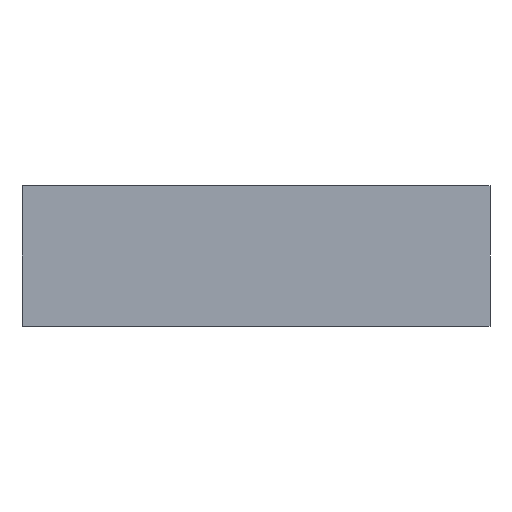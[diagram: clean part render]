
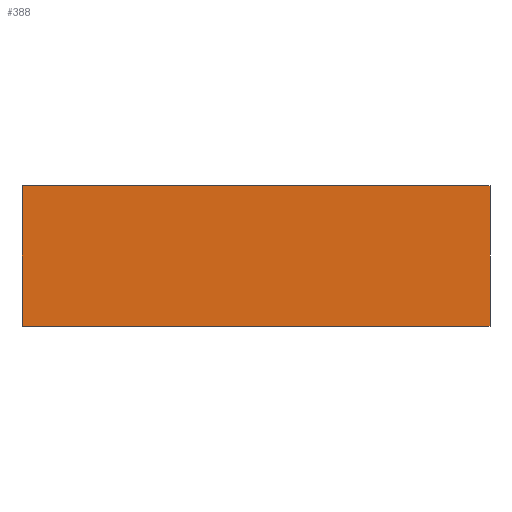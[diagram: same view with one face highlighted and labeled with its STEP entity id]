
A CAD part, left-side view. The second image highlights one B-rep face of the part: STEP entity #388.
In plain terms, the highlighted planar face has unit normal (-1, 0, 0).
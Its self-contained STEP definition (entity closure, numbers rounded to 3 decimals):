
#388 = ADVANCED_FACE( '', ( #837 ), #838, .T. );
#837 = FACE_OUTER_BOUND( '', #1391, .T. );
#838 = PLANE( '', #1392 );
#1391 = EDGE_LOOP( '', ( #2864, #2865, #2866, #2867 ) );
#1392 = AXIS2_PLACEMENT_3D( '', #2868, #2869, #2870 );
#2864 = ORIENTED_EDGE( '', *, *, #3884, .F. );
#2865 = ORIENTED_EDGE( '', *, *, #3879, .F. );
#2866 = ORIENTED_EDGE( '', *, *, #3885, .T. );
#2867 = ORIENTED_EDGE( '', *, *, #3856, .T. );
#2868 = CARTESIAN_POINT( '', ( -168.5, 100., -30. ) );
#2869 = DIRECTION( '', ( -1., 0., 0. ) );
#2870 = DIRECTION( '', ( 0., -1., 0. ) );
#3856 = EDGE_CURVE( '', #4578, #4576, #4579, .T. );
#3879 = EDGE_CURVE( '', #4609, #4607, #4611, .T. );
#3884 = EDGE_CURVE( '', #4607, #4576, #4616, .T. );
#3885 = EDGE_CURVE( '', #4609, #4578, #4617, .T. );
#4576 = VERTEX_POINT( '', #6510 );
#4578 = VERTEX_POINT( '', #6513 );
#4579 = LINE( '', #6514, #6515 );
#4607 = VERTEX_POINT( '', #6568 );
#4609 = VERTEX_POINT( '', #6571 );
#4611 = LINE( '', #6574, #6575 );
#4616 = LINE( '', #6610, #6611 );
#4617 = LINE( '', #6612, #6613 );
#6510 = CARTESIAN_POINT( '', ( -168.5, 0., 0. ) );
#6513 = CARTESIAN_POINT( '', ( -168.5, 0., -30. ) );
#6514 = CARTESIAN_POINT( '', ( -168.5, 0., -30. ) );
#6515 = VECTOR( '', #7206, 1000. );
#6568 = CARTESIAN_POINT( '', ( -168.5, 100., 0. ) );
#6571 = CARTESIAN_POINT( '', ( -168.5, 100., -30. ) );
#6574 = CARTESIAN_POINT( '', ( -168.5, 100., -30. ) );
#6575 = VECTOR( '', #7221, 1000. );
#6610 = CARTESIAN_POINT( '', ( -168.5, 100., 0. ) );
#6611 = VECTOR( '', #7222, 1000. );
#6612 = CARTESIAN_POINT( '', ( -168.5, 100., -30. ) );
#6613 = VECTOR( '', #7223, 1000. );
#7206 = DIRECTION( '', ( 0., 0., 1. ) );
#7221 = DIRECTION( '', ( 0., 0., 1. ) );
#7222 = DIRECTION( '', ( 0., -1., 0. ) );
#7223 = DIRECTION( '', ( 0., -1., 0. ) );
